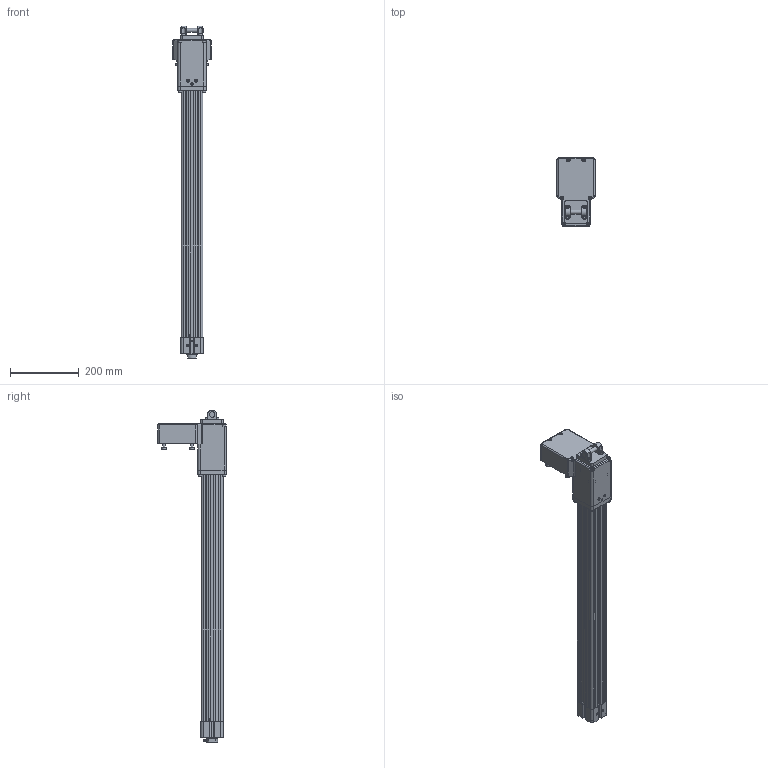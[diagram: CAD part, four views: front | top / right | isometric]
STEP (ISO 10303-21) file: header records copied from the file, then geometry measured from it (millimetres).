
FILE_DESCRIPTION (( 'STEP AP203' ), '1' );
FILE_NAME ('RS-492957-1.step', '2025-07-16T20:16:21', ( '' ), ( '' ), 'SwSTEP 2.0', 'SolidWorks 2024', '' );
FILE_SCHEMA (( 'CONFIG_CONTROL_DESIGN' ));
Length unit declared in the file: inch
Products named in the file (4): tempJoin1_21329393_RS-492957-1; RS-492957-1; tempJoin1_21329302_RS-492957-1; Base_RS-492957-1
Assembly tree (3 placements, depth 2):
  RS-492957-1
    tempJoin1_21329393_RS-492957-1
    tempJoin1_21329302_RS-492957-1
    Base_RS-492957-1
Bounding box: 111.12 x 200.03 x 968.73 mm (x, y, z)
Volume: 3562737.8 mm3; surface area: 689780.4 mm2
Topology: 5 solids, 30 shells, 1268 faces, 3002 edges, 1936 vertices
Faces by surface type: plane 729, cylinder 377, cone 143, torus 18, bspline 1
Full cylindrical faces by diameter (mm): 1.587 x1, 3.277 x4, 3.3 x4, 4.763 x4, 5 x16, 5.035 x4, 5.08 x1, 6 x16, 6.25 x16, 6.477 x5, 6.528 x2, 6.701 x2, 6.76 x6, 6.8 x2, 7.137 x10, 8 x8, 8.25 x4, 9.95 x4, 10 x24, 10.719 x6, 11.176 x12, 12 x2, 12.027 x2, 13 x4, 14.5 x1, 16 x1, 16.764 x1, 19 x1, 28.423 x2, 28.575 x2
Entity records: 34824 total; most frequent: CARTESIAN_POINT 6491, DIRECTION 6015, ORIENTED_EDGE 5132, EDGE_CURVE 2566, AXIS2_PLACEMENT_3D 2261, VERTEX_POINT 1801, EDGE_LOOP 1749, VECTOR 1493
